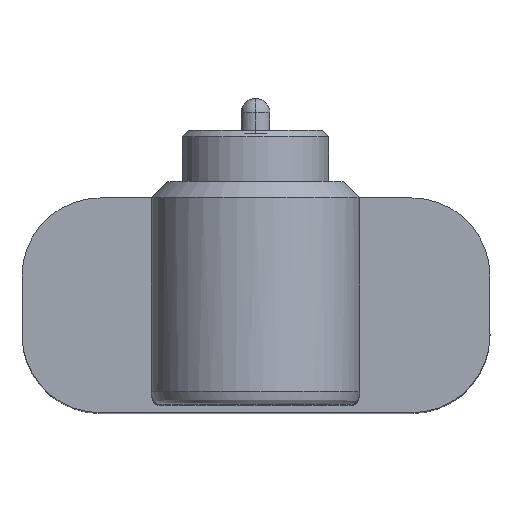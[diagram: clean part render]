
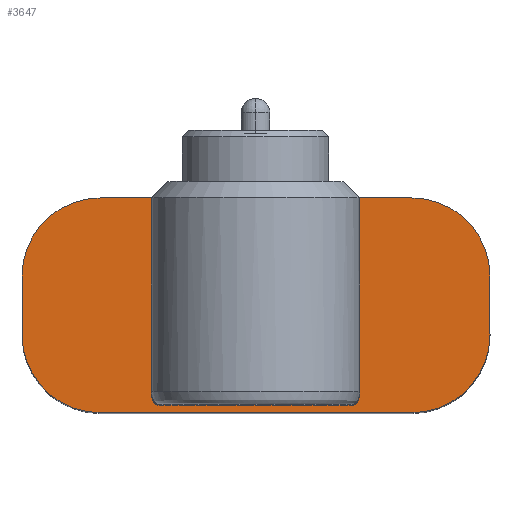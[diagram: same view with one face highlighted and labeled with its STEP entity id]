
A CAD part, top view. The second image highlights one B-rep face of the part: STEP entity #3647.
In plain terms, the highlighted planar face has unit normal (0, 0, 1).
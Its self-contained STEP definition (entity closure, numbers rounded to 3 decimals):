
#39 = CARTESIAN_POINT ( 'NONE',  ( -7.285, 4.27, -145.995 ) ) ;
#51 = VECTOR ( 'NONE', #1706, 1000. ) ;
#79 = VERTEX_POINT ( 'NONE', #584 ) ;
#111 = ORIENTED_EDGE ( 'NONE', *, *, #6467, .F. ) ;
#210 = ORIENTED_EDGE ( 'NONE', *, *, #594, .F. ) ;
#316 = ORIENTED_EDGE ( 'NONE', *, *, #4688, .F. ) ;
#373 = ORIENTED_EDGE ( 'NONE', *, *, #5678, .F. ) ;
#391 = CARTESIAN_POINT ( 'NONE',  ( 0.015, 3.356, -145.995 ) ) ;
#394 = VERTEX_POINT ( 'NONE', #39 ) ;
#559 = DIRECTION ( 'NONE',  ( 0., 0., -1. ) ) ;
#584 = CARTESIAN_POINT ( 'NONE',  ( -7.285, 2.442, -145.995 ) ) ;
#594 = EDGE_CURVE ( 'NONE', #4005, #6144, #5097, .T. ) ;
#599 = CARTESIAN_POINT ( 'NONE',  ( 4.879, 2.442, -145.995 ) ) ;
#788 = LINE ( 'NONE', #855, #3209 ) ;
#855 = CARTESIAN_POINT ( 'NONE',  ( 7.315, 4.27, -145.995 ) ) ;
#862 = VERTEX_POINT ( 'NONE', #2357 ) ;
#912 = EDGE_CURVE ( 'NONE', #394, #4809, #4505, .T. ) ;
#983 = ORIENTED_EDGE ( 'NONE', *, *, #912, .F. ) ;
#992 = CARTESIAN_POINT ( 'NONE',  ( 0.015, 3.356, -145.995 ) ) ;
#1019 = FACE_BOUND ( 'NONE', #5295, .T. ) ;
#1120 = EDGE_CURVE ( 'NONE', #4269, #3213, #4854, .T. ) ;
#1123 = FACE_OUTER_BOUND ( 'NONE', #2243, .T. ) ;
#1303 = DIRECTION ( 'NONE',  ( 0., 0., -1. ) ) ;
#1405 = VECTOR ( 'NONE', #2512, 1000. ) ;
#1664 = DIRECTION ( 'NONE',  ( 0., 0., 1. ) ) ;
#1706 = DIRECTION ( 'NONE',  ( -1., 0., 0. ) ) ;
#1890 = CARTESIAN_POINT ( 'NONE',  ( 7.315, 2.442, -145.995 ) ) ;
#2099 = AXIS2_PLACEMENT_3D ( 'NONE', #4305, #2120, #3312 ) ;
#2120 = DIRECTION ( 'NONE',  ( 0., 0., -1. ) ) ;
#2243 = EDGE_LOOP ( 'NONE', ( #2938, #4834, #4181, #3068, #983, #316, #6772, #111 ) ) ;
#2357 = CARTESIAN_POINT ( 'NONE',  ( 7.315, 4.27, -145.995 ) ) ;
#2507 = AXIS2_PLACEMENT_3D ( 'NONE', #391, #5255, #3697 ) ;
#2512 = DIRECTION ( 'NONE',  ( 0., 1., 0. ) ) ;
#2616 = CARTESIAN_POINT ( 'NONE',  ( 4.879, 0.006, -145.995 ) ) ;
#2625 = EDGE_CURVE ( 'NONE', #6030, #862, #4046, .T. ) ;
#2938 = ORIENTED_EDGE ( 'NONE', *, *, #1120, .F. ) ;
#3068 = ORIENTED_EDGE ( 'NONE', *, *, #3997, .F. ) ;
#3201 = DIRECTION ( 'NONE',  ( 0., 0., 1. ) ) ;
#3209 = VECTOR ( 'NONE', #5679, 1000. ) ;
#3213 = VERTEX_POINT ( 'NONE', #2616 ) ;
#3240 = PLANE ( 'NONE',  #6614 ) ;
#3312 = DIRECTION ( 'NONE',  ( 0., -1., 0. ) ) ;
#3350 = EDGE_CURVE ( 'NONE', #4419, #79, #4689, .T. ) ;
#3525 = CARTESIAN_POINT ( 'NONE',  ( -7.285, 4.27, -145.995 ) ) ;
#3647 = ADVANCED_FACE ( 'NONE', ( #1019, #1123 ), #3240, .T. ) ;
#3697 = DIRECTION ( 'NONE',  ( 0., 1., 0. ) ) ;
#3725 = CARTESIAN_POINT ( 'NONE',  ( 4.879, 2.442, -145.995 ) ) ;
#3817 = CARTESIAN_POINT ( 'NONE',  ( -4.848, 0.006, -145.995 ) ) ;
#3825 = CARTESIAN_POINT ( 'NONE',  ( 0.015, 5.856, -145.995 ) ) ;
#3851 = CARTESIAN_POINT ( 'NONE',  ( 4.879, 0.006, -145.995 ) ) ;
#3868 = CARTESIAN_POINT ( 'NONE',  ( -4.848, 6.706, -145.995 ) ) ;
#3997 = EDGE_CURVE ( 'NONE', #4809, #6030, #4185, .T. ) ;
#4005 = VERTEX_POINT ( 'NONE', #3825 ) ;
#4046 = CIRCLE ( 'NONE', #6980, 2.436 ) ;
#4181 = ORIENTED_EDGE ( 'NONE', *, *, #2625, .F. ) ;
#4185 = LINE ( 'NONE', #6904, #6255 ) ;
#4269 = VERTEX_POINT ( 'NONE', #1890 ) ;
#4305 = CARTESIAN_POINT ( 'NONE',  ( -4.848, 2.442, -145.995 ) ) ;
#4419 = VERTEX_POINT ( 'NONE', #3817 ) ;
#4500 = CARTESIAN_POINT ( 'NONE',  ( -4.848, 4.27, -145.995 ) ) ;
#4505 = CIRCLE ( 'NONE', #5302, 2.436 ) ;
#4554 = CARTESIAN_POINT ( 'NONE',  ( 0.015, 0.856, -145.995 ) ) ;
#4584 = LINE ( 'NONE', #3525, #1405 ) ;
#4688 = EDGE_CURVE ( 'NONE', #79, #394, #4584, .T. ) ;
#4689 = CIRCLE ( 'NONE', #2099, 2.436 ) ;
#4719 = EDGE_CURVE ( 'NONE', #862, #4269, #788, .T. ) ;
#4809 = VERTEX_POINT ( 'NONE', #3868 ) ;
#4834 = ORIENTED_EDGE ( 'NONE', *, *, #4719, .F. ) ;
#4854 = CIRCLE ( 'NONE', #6093, 2.436 ) ;
#5004 = CIRCLE ( 'NONE', #5902, 2.5 ) ;
#5097 = CIRCLE ( 'NONE', #2507, 2.5 ) ;
#5213 = CARTESIAN_POINT ( 'NONE',  ( 4.879, 4.27, -145.995 ) ) ;
#5255 = DIRECTION ( 'NONE',  ( 0., 0., 1. ) ) ;
#5295 = EDGE_LOOP ( 'NONE', ( #373, #210 ) ) ;
#5302 = AXIS2_PLACEMENT_3D ( 'NONE', #4500, #1303, #5598 ) ;
#5335 = CARTESIAN_POINT ( 'NONE',  ( 4.879, 6.706, -145.995 ) ) ;
#5346 = DIRECTION ( 'NONE',  ( 0., 1., 0. ) ) ;
#5362 = LINE ( 'NONE', #3851, #51 ) ;
#5442 = DIRECTION ( 'NONE',  ( 0., 1., 0. ) ) ;
#5598 = DIRECTION ( 'NONE',  ( 0., -1., 0. ) ) ;
#5678 = EDGE_CURVE ( 'NONE', #6144, #4005, #5004, .T. ) ;
#5679 = DIRECTION ( 'NONE',  ( 0., -1., 0. ) ) ;
#5819 = DIRECTION ( 'NONE',  ( 0., 1., 0. ) ) ;
#5902 = AXIS2_PLACEMENT_3D ( 'NONE', #992, #1664, #5819 ) ;
#6030 = VERTEX_POINT ( 'NONE', #5335 ) ;
#6093 = AXIS2_PLACEMENT_3D ( 'NONE', #3725, #559, #5442 ) ;
#6144 = VERTEX_POINT ( 'NONE', #4554 ) ;
#6255 = VECTOR ( 'NONE', #6336, 1000. ) ;
#6270 = DIRECTION ( 'NONE',  ( 0., -1., 0. ) ) ;
#6336 = DIRECTION ( 'NONE',  ( 1., 0., 0. ) ) ;
#6467 = EDGE_CURVE ( 'NONE', #3213, #4419, #5362, .T. ) ;
#6614 = AXIS2_PLACEMENT_3D ( 'NONE', #599, #3201, #5346 ) ;
#6736 = DIRECTION ( 'NONE',  ( 0., 0., -1. ) ) ;
#6772 = ORIENTED_EDGE ( 'NONE', *, *, #3350, .F. ) ;
#6904 = CARTESIAN_POINT ( 'NONE',  ( 4.879, 6.706, -145.995 ) ) ;
#6980 = AXIS2_PLACEMENT_3D ( 'NONE', #5213, #6736, #6270 ) ;
